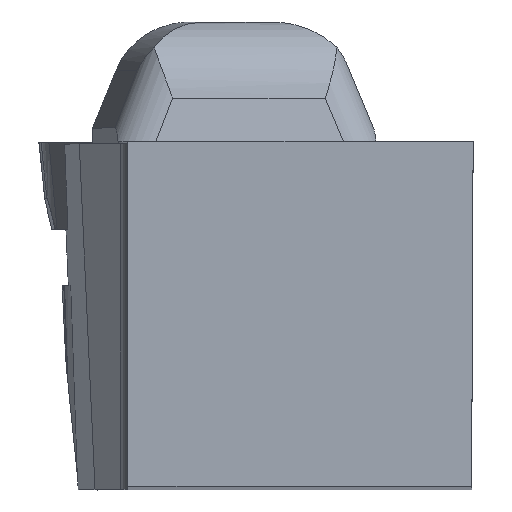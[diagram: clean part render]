
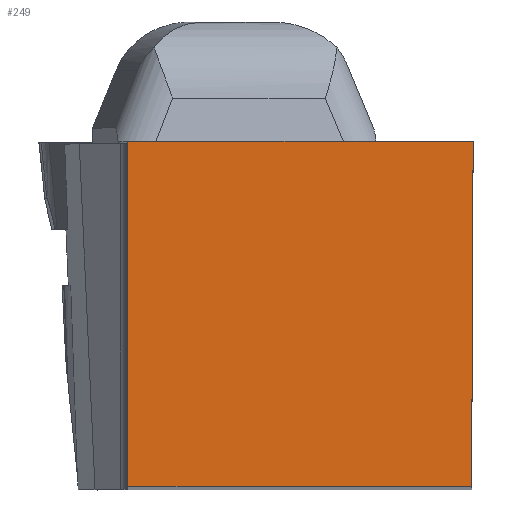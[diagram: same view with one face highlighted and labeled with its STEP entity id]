
A CAD part, top view. The second image highlights one B-rep face of the part: STEP entity #249.
In plain terms, the highlighted planar face has unit normal (0, 0, 1).
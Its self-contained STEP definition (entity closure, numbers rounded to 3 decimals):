
#249=ADVANCED_FACE('CU_BACK_SU1',(#425),#362,.F.);
#362=PLANE('',#2376);
#425=FACE_OUTER_BOUND('',#548,.T.);
#548=EDGE_LOOP('',(#879,#880,#881,#882));
#879=ORIENTED_EDGE('',*,*,#1696,.T.);
#880=ORIENTED_EDGE('',*,*,#1701,.T.);
#881=ORIENTED_EDGE('',*,*,#1623,.T.);
#882=ORIENTED_EDGE('',*,*,#1708,.F.);
#1417=VERTEX_POINT('',#3147);
#1418=VERTEX_POINT('',#3149);
#1473=VERTEX_POINT('',#3380);
#1474=VERTEX_POINT('',#3382);
#1623=EDGE_CURVE('',#1418,#1417,#1946,.T.);
#1696=EDGE_CURVE('',#1474,#1473,#1981,.T.);
#1701=EDGE_CURVE('',#1473,#1418,#1985,.T.);
#1708=EDGE_CURVE('',#1474,#1417,#1988,.T.);
#1946=LINE('',#3148,#2105);
#1981=LINE('',#3381,#2140);
#1985=LINE('',#3390,#2144);
#1988=LINE('',#3407,#2147);
#2105=VECTOR('',#2551,1.);
#2140=VECTOR('',#2668,1.);
#2144=VECTOR('',#2676,1.);
#2147=VECTOR('',#2693,1.);
#2376=AXIS2_PLACEMENT_3D('',#3408,#2694,#2695);
#2551=DIRECTION('',(-1.,0.,0.));
#2668=DIRECTION('',(1.,0.,0.));
#2676=DIRECTION('',(0.004,1.,0.));
#2693=DIRECTION('',(0.,1.,0.));
#2694=DIRECTION('',(0.,0.,-1.));
#2695=DIRECTION('',(0.,-1.,0.));
#3147=CARTESIAN_POINT('',(-19.875,19.875,0.));
#3148=CARTESIAN_POINT('',(17.494,19.875,0.));
#3149=CARTESIAN_POINT('',(0.,19.875,0.));
#3380=CARTESIAN_POINT('',(-0.087,0.,0.));
#3381=CARTESIAN_POINT('',(17.494,0.,0.));
#3382=CARTESIAN_POINT('',(-19.875,0.,0.));
#3390=CARTESIAN_POINT('',(0.066,34.951,0.));
#3407=CARTESIAN_POINT('',(-19.875,34.875,0.));
#3408=CARTESIAN_POINT('',(17.494,34.875,0.));
